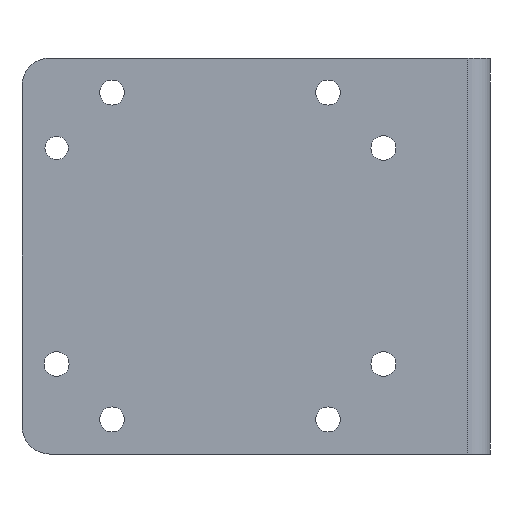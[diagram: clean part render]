
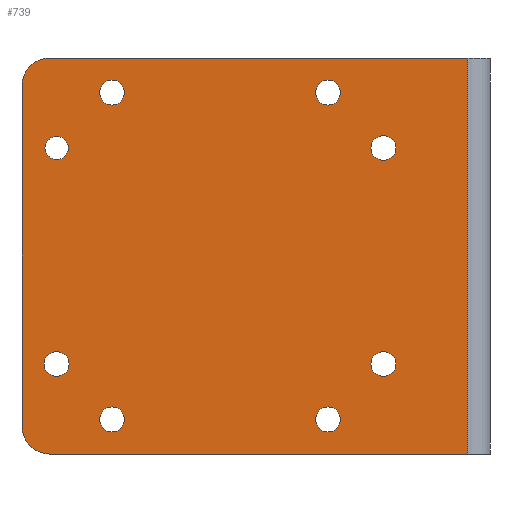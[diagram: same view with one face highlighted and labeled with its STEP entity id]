
A CAD part, front view. The second image highlights one B-rep face of the part: STEP entity #739.
In plain terms, the highlighted planar face has unit normal (0, -1, 0).
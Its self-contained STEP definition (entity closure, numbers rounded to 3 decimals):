
#44=CARTESIAN_POINT('',(-19.5,0.,-29.5));
#45=DIRECTION('',(0.,-1.,0.));
#46=DIRECTION('',(1.,0.,0.));
#47=AXIS2_PLACEMENT_3D('',#44,#45,#46);
#49=CARTESIAN_POINT('',(-19.5,0.,-29.5));
#50=DIRECTION('',(0.,-1.,0.));
#51=DIRECTION('',(-1.,0.,0.));
#52=AXIS2_PLACEMENT_3D('',#49,#50,#51);
#54=CARTESIAN_POINT('',(19.5,0.,-29.5));
#55=DIRECTION('',(0.,-1.,0.));
#56=DIRECTION('',(1.,0.,0.));
#57=AXIS2_PLACEMENT_3D('',#54,#55,#56);
#59=CARTESIAN_POINT('',(19.5,0.,-29.5));
#60=DIRECTION('',(0.,-1.,0.));
#61=DIRECTION('',(-1.,0.,0.));
#62=AXIS2_PLACEMENT_3D('',#59,#60,#61);
#64=CARTESIAN_POINT('',(19.5,0.,29.5));
#65=DIRECTION('',(0.,-1.,0.));
#66=DIRECTION('',(1.,0.,0.));
#67=AXIS2_PLACEMENT_3D('',#64,#65,#66);
#69=CARTESIAN_POINT('',(19.5,0.,29.5));
#70=DIRECTION('',(0.,-1.,0.));
#71=DIRECTION('',(-1.,0.,0.));
#72=AXIS2_PLACEMENT_3D('',#69,#70,#71);
#74=CARTESIAN_POINT('',(-19.5,0.,29.5));
#75=DIRECTION('',(0.,-1.,0.));
#76=DIRECTION('',(1.,0.,0.));
#77=AXIS2_PLACEMENT_3D('',#74,#75,#76);
#79=CARTESIAN_POINT('',(-19.5,0.,29.5));
#80=DIRECTION('',(0.,-1.,0.));
#81=DIRECTION('',(-1.,0.,0.));
#82=AXIS2_PLACEMENT_3D('',#79,#80,#81);
#84=CARTESIAN_POINT('',(-29.5,0.,-19.5));
#85=DIRECTION('',(0.,-1.,0.));
#86=DIRECTION('',(1.,0.,0.));
#87=AXIS2_PLACEMENT_3D('',#84,#85,#86);
#89=CARTESIAN_POINT('',(-29.5,0.,-19.5));
#90=DIRECTION('',(0.,-1.,0.));
#91=DIRECTION('',(-1.,0.,0.));
#92=AXIS2_PLACEMENT_3D('',#89,#90,#91);
#94=CARTESIAN_POINT('',(29.5,0.,-19.5));
#95=DIRECTION('',(0.,-1.,0.));
#96=DIRECTION('',(1.,0.,0.));
#97=AXIS2_PLACEMENT_3D('',#94,#95,#96);
#99=CARTESIAN_POINT('',(29.5,0.,-19.5));
#100=DIRECTION('',(0.,-1.,0.));
#101=DIRECTION('',(-1.,0.,0.));
#102=AXIS2_PLACEMENT_3D('',#99,#100,#101);
#104=CARTESIAN_POINT('',(29.5,0.,19.5));
#105=DIRECTION('',(0.,-1.,0.));
#106=DIRECTION('',(1.,0.,0.));
#107=AXIS2_PLACEMENT_3D('',#104,#105,#106);
#109=CARTESIAN_POINT('',(29.5,0.,19.5));
#110=DIRECTION('',(0.,-1.,0.));
#111=DIRECTION('',(-1.,0.,0.));
#112=AXIS2_PLACEMENT_3D('',#109,#110,#111);
#114=CARTESIAN_POINT('',(-29.5,0.,19.5));
#115=DIRECTION('',(0.,-1.,0.));
#116=DIRECTION('',(1.,0.,0.));
#117=AXIS2_PLACEMENT_3D('',#114,#115,#116);
#119=CARTESIAN_POINT('',(-29.5,0.,19.5));
#120=DIRECTION('',(0.,-1.,0.));
#121=DIRECTION('',(-1.,0.,0.));
#122=AXIS2_PLACEMENT_3D('',#119,#120,#121);
#124=DIRECTION('',(0.,0.,-1.));
#125=VECTOR('',#124,71.5);
#126=CARTESIAN_POINT('',(44.75,0.,35.75));
#127=LINE('',#126,#125);
#128=CARTESIAN_POINT('',(-30.75,0.,-30.75));
#129=DIRECTION('',(0.,1.,0.));
#130=DIRECTION('',(0.,0.,-1.));
#131=AXIS2_PLACEMENT_3D('',#128,#129,#130);
#133=DIRECTION('',(0.,0.,1.));
#134=VECTOR('',#133,61.5);
#135=CARTESIAN_POINT('',(-35.75,0.,-30.75));
#136=LINE('',#135,#134);
#137=CARTESIAN_POINT('',(-30.75,0.,30.75));
#138=DIRECTION('',(0.,1.,0.));
#139=DIRECTION('',(-1.,0.,0.));
#140=AXIS2_PLACEMENT_3D('',#137,#138,#139);
#339=DIRECTION('',(1.,0.,0.));
#340=VECTOR('',#339,75.5);
#341=CARTESIAN_POINT('',(-30.75,0.,-35.75));
#342=LINE('',#341,#340);
#348=DIRECTION('',(-1.,0.,0.));
#349=VECTOR('',#348,75.5);
#350=CARTESIAN_POINT('',(44.75,0.,35.75));
#351=LINE('',#350,#349);
#528=CARTESIAN_POINT('',(-17.25,0.,-29.5));
#529=CARTESIAN_POINT('',(-21.75,0.,-29.5));
#530=VERTEX_POINT('',#528);
#531=VERTEX_POINT('',#529);
#532=CARTESIAN_POINT('',(21.75,0.,-29.5));
#533=CARTESIAN_POINT('',(17.25,0.,-29.5));
#534=VERTEX_POINT('',#532);
#535=VERTEX_POINT('',#533);
#536=CARTESIAN_POINT('',(21.75,0.,29.5));
#537=CARTESIAN_POINT('',(17.25,0.,29.5));
#538=VERTEX_POINT('',#536);
#539=VERTEX_POINT('',#537);
#540=CARTESIAN_POINT('',(-17.25,0.,29.5));
#541=CARTESIAN_POINT('',(-21.75,0.,29.5));
#542=VERTEX_POINT('',#540);
#543=VERTEX_POINT('',#541);
#544=CARTESIAN_POINT('',(-27.25,0.,-19.5));
#545=CARTESIAN_POINT('',(-31.75,0.,-19.5));
#546=VERTEX_POINT('',#544);
#547=VERTEX_POINT('',#545);
#548=CARTESIAN_POINT('',(31.75,0.,-19.5));
#549=CARTESIAN_POINT('',(27.25,0.,-19.5));
#550=VERTEX_POINT('',#548);
#551=VERTEX_POINT('',#549);
#552=CARTESIAN_POINT('',(31.75,0.,19.5));
#553=CARTESIAN_POINT('',(27.25,0.,19.5));
#554=VERTEX_POINT('',#552);
#555=VERTEX_POINT('',#553);
#556=CARTESIAN_POINT('',(-30.75,0.,-35.75));
#557=CARTESIAN_POINT('',(-35.75,0.,-30.75));
#558=VERTEX_POINT('',#556);
#559=VERTEX_POINT('',#557);
#560=CARTESIAN_POINT('',(-35.75,0.,30.75));
#561=VERTEX_POINT('',#560);
#562=CARTESIAN_POINT('',(-30.75,0.,35.75));
#563=VERTEX_POINT('',#562);
#600=CARTESIAN_POINT('',(-27.4,0.,19.5));
#601=CARTESIAN_POINT('',(-31.6,0.,19.5));
#602=VERTEX_POINT('',#600);
#603=VERTEX_POINT('',#601);
#665=CARTESIAN_POINT('',(44.75,0.,-35.75));
#667=VERTEX_POINT('',#665);
#668=CARTESIAN_POINT('',(44.75,0.,35.75));
#669=VERTEX_POINT('',#668);
#672=CARTESIAN_POINT('',(0.,0.,0.));
#673=DIRECTION('',(0.,1.,0.));
#674=DIRECTION('',(1.,0.,0.));
#675=AXIS2_PLACEMENT_3D('',#672,#673,#674);
#676=PLANE('',#675);
#678=ORIENTED_EDGE('',*,*,#677,.T.);
#680=ORIENTED_EDGE('',*,*,#679,.F.);
#682=ORIENTED_EDGE('',*,*,#681,.T.);
#684=ORIENTED_EDGE('',*,*,#683,.T.);
#686=ORIENTED_EDGE('',*,*,#685,.T.);
#688=ORIENTED_EDGE('',*,*,#687,.F.);
#689=EDGE_LOOP('',(#678,#680,#682,#684,#686,#688));
#690=FACE_OUTER_BOUND('',#689,.F.);
#692=ORIENTED_EDGE('',*,*,#691,.T.);
#694=ORIENTED_EDGE('',*,*,#693,.T.);
#695=EDGE_LOOP('',(#692,#694));
#696=FACE_BOUND('',#695,.F.);
#698=ORIENTED_EDGE('',*,*,#697,.T.);
#700=ORIENTED_EDGE('',*,*,#699,.T.);
#701=EDGE_LOOP('',(#698,#700));
#702=FACE_BOUND('',#701,.F.);
#704=ORIENTED_EDGE('',*,*,#703,.T.);
#706=ORIENTED_EDGE('',*,*,#705,.T.);
#707=EDGE_LOOP('',(#704,#706));
#708=FACE_BOUND('',#707,.F.);
#710=ORIENTED_EDGE('',*,*,#709,.T.);
#712=ORIENTED_EDGE('',*,*,#711,.T.);
#713=EDGE_LOOP('',(#710,#712));
#714=FACE_BOUND('',#713,.F.);
#716=ORIENTED_EDGE('',*,*,#715,.T.);
#718=ORIENTED_EDGE('',*,*,#717,.T.);
#719=EDGE_LOOP('',(#716,#718));
#720=FACE_BOUND('',#719,.F.);
#722=ORIENTED_EDGE('',*,*,#721,.T.);
#724=ORIENTED_EDGE('',*,*,#723,.T.);
#725=EDGE_LOOP('',(#722,#724));
#726=FACE_BOUND('',#725,.F.);
#728=ORIENTED_EDGE('',*,*,#727,.T.);
#730=ORIENTED_EDGE('',*,*,#729,.T.);
#731=EDGE_LOOP('',(#728,#730));
#732=FACE_BOUND('',#731,.F.);
#734=ORIENTED_EDGE('',*,*,#733,.T.);
#736=ORIENTED_EDGE('',*,*,#735,.T.);
#737=EDGE_LOOP('',(#734,#736));
#738=FACE_BOUND('',#737,.F.);
#48=CIRCLE('',#47,2.25);
#53=CIRCLE('',#52,2.25);
#58=CIRCLE('',#57,2.25);
#63=CIRCLE('',#62,2.25);
#68=CIRCLE('',#67,2.25);
#73=CIRCLE('',#72,2.25);
#78=CIRCLE('',#77,2.25);
#83=CIRCLE('',#82,2.25);
#88=CIRCLE('',#87,2.25);
#93=CIRCLE('',#92,2.25);
#98=CIRCLE('',#97,2.25);
#103=CIRCLE('',#102,2.25);
#108=CIRCLE('',#107,2.25);
#113=CIRCLE('',#112,2.25);
#118=CIRCLE('',#117,2.1);
#123=CIRCLE('',#122,2.1);
#132=CIRCLE('',#131,5.);
#141=CIRCLE('',#140,5.);
#677=EDGE_CURVE('',#669,#667,#127,.T.);
#679=EDGE_CURVE('',#558,#667,#342,.T.);
#681=EDGE_CURVE('',#558,#559,#132,.T.);
#683=EDGE_CURVE('',#559,#561,#136,.T.);
#685=EDGE_CURVE('',#561,#563,#141,.T.);
#687=EDGE_CURVE('',#669,#563,#351,.T.);
#691=EDGE_CURVE('',#534,#535,#58,.T.);
#693=EDGE_CURVE('',#535,#534,#63,.T.);
#697=EDGE_CURVE('',#538,#539,#68,.T.);
#699=EDGE_CURVE('',#539,#538,#73,.T.);
#703=EDGE_CURVE('',#542,#543,#78,.T.);
#705=EDGE_CURVE('',#543,#542,#83,.T.);
#709=EDGE_CURVE('',#546,#547,#88,.T.);
#711=EDGE_CURVE('',#547,#546,#93,.T.);
#715=EDGE_CURVE('',#550,#551,#98,.T.);
#717=EDGE_CURVE('',#551,#550,#103,.T.);
#721=EDGE_CURVE('',#554,#555,#108,.T.);
#723=EDGE_CURVE('',#555,#554,#113,.T.);
#727=EDGE_CURVE('',#602,#603,#118,.T.);
#729=EDGE_CURVE('',#603,#602,#123,.T.);
#733=EDGE_CURVE('',#530,#531,#48,.T.);
#735=EDGE_CURVE('',#531,#530,#53,.T.);
#739=ADVANCED_FACE('',(#690,#696,#702,#708,#714,#720,#726,#732,#738),#676,.F.);
